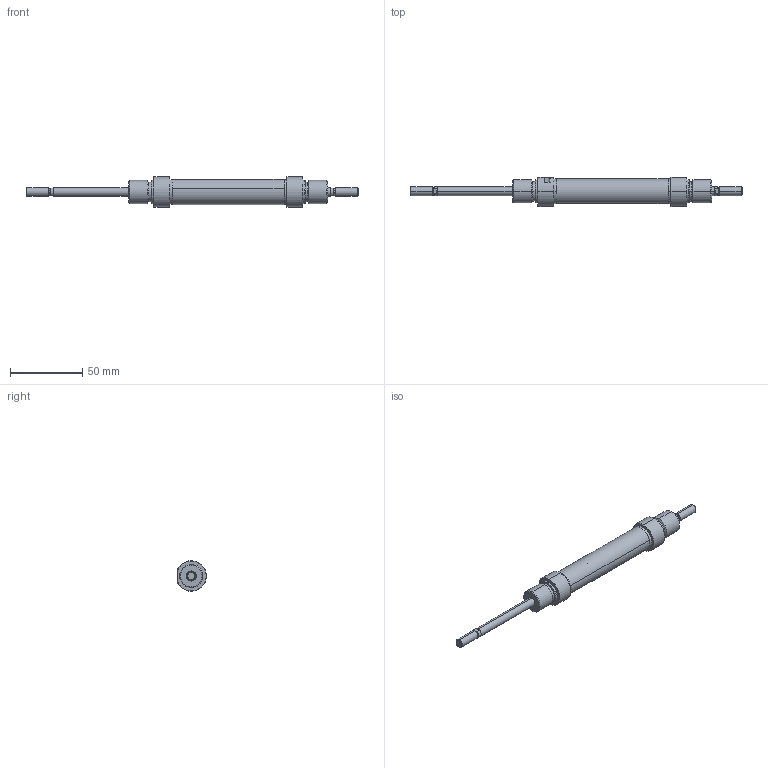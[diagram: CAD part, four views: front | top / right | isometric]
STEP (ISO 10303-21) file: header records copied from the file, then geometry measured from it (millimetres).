
FILE_DESCRIPTION (( 'STEP AP214' ), '1' );
FILE_NAME ('PMD-Y 16-50 CYLINDER.STEP', '2010-08-05T09:22:35', ( '' ), ( '' ), 'SwSTEP 2.0', 'SolidWorks 2010', '' );
FILE_SCHEMA (( 'AUTOMOTIVE_DESIGN' ));
Length unit declared in the file: millimetre
Products named in the file (4): PMD-Y  16-50  CYLINDER; 12-16 Mil ; PMY (Yastýklý)  16   ÖN  KAPAK; 16  Boru
Assembly tree (4 placements, depth 2):
  PMD-Y  16-50  CYLINDER
    16  Boru
    PMY (Yastýklý)  16   ÖN  KAPAK  x2
    12-16 Mil 
Bounding box: 229 x 20 x 21 mm (x, y, z)
Volume: 26555.2 mm3; surface area: 20281.5 mm2
Topology: 4 solids, 4 shells, 156 faces, 338 edges, 210 vertices
Faces by surface type: cylinder 62, plane 48, cone 46
Entity records: 3288 total; most frequent: CARTESIAN_POINT 640, DIRECTION 542, ORIENTED_EDGE 452, AXIS2_PLACEMENT_3D 228, EDGE_CURVE 226, VERTEX_POINT 140, EDGE_LOOP 122, CIRCLE 117
